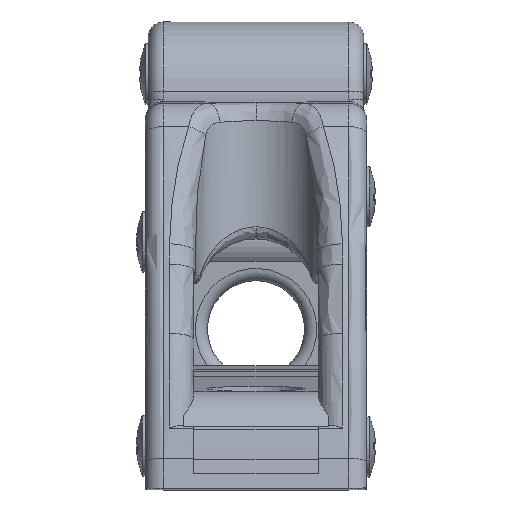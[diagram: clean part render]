
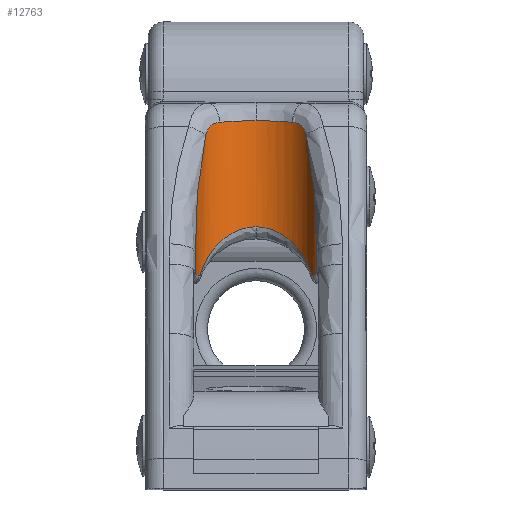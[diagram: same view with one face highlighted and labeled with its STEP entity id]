
A CAD part, top view. The second image highlights one B-rep face of the part: STEP entity #12763.
In plain terms, the highlighted cylindrical face has radius 10 mm (diameter 20 mm), a partial arc.
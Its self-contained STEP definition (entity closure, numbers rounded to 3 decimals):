
#680=B_SPLINE_CURVE_WITH_KNOTS('',3,(#26625,#26626,#26627,#26628),
 .UNSPECIFIED.,.F.,.F.,(4,4),(3.021,3.86),
 .UNSPECIFIED.);
#697=B_SPLINE_CURVE_WITH_KNOTS('',3,(#26940,#26941,#26942,#26943,#26944,
#26945,#26946),.UNSPECIFIED.,.F.,.F.,(4,1,1,1,4),(0.,
0.232,0.695,1.159,1.622),
 .UNSPECIFIED.);
#699=B_SPLINE_CURVE_WITH_KNOTS('',3,(#26990,#26991,#26992,#26993,#26994),
 .UNSPECIFIED.,.F.,.F.,(4,1,4),(1.622,1.671,1.719),
 .UNSPECIFIED.);
#701=B_SPLINE_CURVE_WITH_KNOTS('',3,(#27032,#27033,#27034,#27035,#27036),
 .UNSPECIFIED.,.F.,.F.,(4,1,4),(1.719,2.106,2.115),
 .UNSPECIFIED.);
#708=B_SPLINE_CURVE_WITH_KNOTS('',3,(#27218,#27219,#27220,#27221,#27222),
 .UNSPECIFIED.,.F.,.F.,(4,1,4),(0.397,1.6,2.502),
 .UNSPECIFIED.);
#710=B_SPLINE_CURVE_WITH_KNOTS('',3,(#27258,#27259,#27260,#27261,#27262),
 .UNSPECIFIED.,.F.,.F.,(4,1,4),(2.502,2.724,3.021),
 .UNSPECIFIED.);
#723=B_SPLINE_CURVE_WITH_KNOTS('',3,(#27463,#27464,#27465,#27466),
 .UNSPECIFIED.,.F.,.F.,(4,4),(3.021,3.86),
 .UNSPECIFIED.);
#737=B_SPLINE_CURVE_WITH_KNOTS('',3,(#28237,#28238,#28239,#28240,#28241,
#28242,#28243),.UNSPECIFIED.,.F.,.F.,(4,1,1,1,4),(0.,
0.232,0.695,1.159,1.622),
 .UNSPECIFIED.);
#739=B_SPLINE_CURVE_WITH_KNOTS('',3,(#28290,#28291,#28292,#28293,#28294),
 .UNSPECIFIED.,.F.,.F.,(4,1,4),(1.622,1.671,1.719),
 .UNSPECIFIED.);
#741=B_SPLINE_CURVE_WITH_KNOTS('',3,(#28333,#28334,#28335,#28336,#28337),
 .UNSPECIFIED.,.F.,.F.,(4,1,4),(1.719,2.106,2.115),
 .UNSPECIFIED.);
#748=B_SPLINE_CURVE_WITH_KNOTS('',3,(#28484,#28485,#28486,#28487,#28488),
 .UNSPECIFIED.,.F.,.F.,(4,1,4),(2.502,2.724,3.021),
 .UNSPECIFIED.);
#749=B_SPLINE_CURVE_WITH_KNOTS('',3,(#28489,#28490,#28491,#28492,#28493),
 .UNSPECIFIED.,.F.,.F.,(4,1,4),(0.397,1.6,2.502),
 .UNSPECIFIED.);
#1025=CYLINDRICAL_SURFACE('',#14268,10.);
#1729=FACE_OUTER_BOUND('',#2472,.T.);
#2472=EDGE_LOOP('',(#11811,#11812,#11813,#11814,#11815,#11816,#11817,#11818,
#11819,#11820,#11821,#11822,#11823,#11824));
#3826=LINE('',#27174,#4494);
#3990=LINE('',#28481,#4658);
#4494=VECTOR('',#17149,10.);
#4658=VECTOR('',#17903,10.);
#5719=VERTEX_POINT('',#26613);
#5720=VERTEX_POINT('',#26624);
#5739=VERTEX_POINT('',#26914);
#5740=VERTEX_POINT('',#26929);
#5741=VERTEX_POINT('',#26982);
#5742=VERTEX_POINT('',#27025);
#5744=VERTEX_POINT('',#27161);
#5745=VERTEX_POINT('',#27210);
#5777=VERTEX_POINT('',#27456);
#5925=VERTEX_POINT('',#28236);
#5926=VERTEX_POINT('',#28289);
#5927=VERTEX_POINT('',#28332);
#5929=VERTEX_POINT('',#28468);
#5930=VERTEX_POINT('',#28483);
#7488=EDGE_CURVE('',#5720,#5719,#680,.T.);
#7539=EDGE_CURVE('',#5739,#5740,#697,.T.);
#7541=EDGE_CURVE('',#5740,#5741,#699,.T.);
#7543=EDGE_CURVE('',#5741,#5742,#701,.T.);
#7549=EDGE_CURVE('',#5742,#5744,#3826,.T.);
#7551=EDGE_CURVE('',#5744,#5745,#708,.T.);
#7553=EDGE_CURVE('',#5745,#5720,#710,.T.);
#7599=EDGE_CURVE('',#5777,#5719,#723,.T.);
#7886=EDGE_CURVE('',#5739,#5925,#737,.T.);
#7888=EDGE_CURVE('',#5925,#5926,#739,.T.);
#7890=EDGE_CURVE('',#5926,#5927,#741,.T.);
#7897=EDGE_CURVE('',#5927,#5929,#3990,.T.);
#7898=EDGE_CURVE('',#5930,#5777,#748,.T.);
#7899=EDGE_CURVE('',#5929,#5930,#749,.T.);
#11811=ORIENTED_EDGE('',*,*,#7599,.F.);
#11812=ORIENTED_EDGE('',*,*,#7898,.F.);
#11813=ORIENTED_EDGE('',*,*,#7899,.F.);
#11814=ORIENTED_EDGE('',*,*,#7897,.F.);
#11815=ORIENTED_EDGE('',*,*,#7890,.F.);
#11816=ORIENTED_EDGE('',*,*,#7888,.F.);
#11817=ORIENTED_EDGE('',*,*,#7886,.F.);
#11818=ORIENTED_EDGE('',*,*,#7539,.T.);
#11819=ORIENTED_EDGE('',*,*,#7541,.T.);
#11820=ORIENTED_EDGE('',*,*,#7543,.T.);
#11821=ORIENTED_EDGE('',*,*,#7549,.T.);
#11822=ORIENTED_EDGE('',*,*,#7551,.T.);
#11823=ORIENTED_EDGE('',*,*,#7553,.T.);
#11824=ORIENTED_EDGE('',*,*,#7488,.T.);
#12763=ADVANCED_FACE('',(#1729),#1025,.F.);
#14268=AXIS2_PLACEMENT_3D('',#28482,#17904,#17905);
#17149=DIRECTION('',(0.,1.,0.));
#17903=DIRECTION('',(0.,1.,0.));
#17904=DIRECTION('center_axis',(0.,1.,0.));
#17905=DIRECTION('ref_axis',(0.,0.,
-1.));
#26613=CARTESIAN_POINT('',(0.,58.16,53.6));
#26624=CARTESIAN_POINT('',(5.988,57.901,55.591));
#26625=CARTESIAN_POINT('Ctrl Pts',(5.988,57.901,55.591));
#26626=CARTESIAN_POINT('Ctrl Pts',(4.291,58.067,54.322));
#26627=CARTESIAN_POINT('Ctrl Pts',(2.153,58.16,53.6));
#26628=CARTESIAN_POINT('Ctrl Pts',(0.,58.16,
53.6));
#26914=CARTESIAN_POINT('',(0.,40.67,53.6));
#26929=CARTESIAN_POINT('',(9.14,32.889,59.543));
#26940=CARTESIAN_POINT('Ctrl Pts',(0.,40.67,
53.6));
#26941=CARTESIAN_POINT('Ctrl Pts',(0.647,40.67,53.6));
#26942=CARTESIAN_POINT('Ctrl Pts',(2.58,40.391,53.79));
#26943=CARTESIAN_POINT('Ctrl Pts',(5.414,38.9,54.961));
#26944=CARTESIAN_POINT('Ctrl Pts',(7.808,36.203,57.117));
#26945=CARTESIAN_POINT('Ctrl Pts',(8.786,34.047,58.745));
#26946=CARTESIAN_POINT('Ctrl Pts',(9.14,32.889,59.543));
#26982=CARTESIAN_POINT('',(9.422,32.609,60.249));
#26990=CARTESIAN_POINT('Ctrl Pts',(9.14,32.889,59.543));
#26991=CARTESIAN_POINT('Ctrl Pts',(9.177,32.768,59.627));
#26992=CARTESIAN_POINT('Ctrl Pts',(9.274,32.59,59.851));
#26993=CARTESIAN_POINT('Ctrl Pts',(9.376,32.576,60.12));
#26994=CARTESIAN_POINT('Ctrl Pts',(9.422,32.609,60.249));
#27025=CARTESIAN_POINT('',(10.,33.237,63.6));
#27032=CARTESIAN_POINT('Ctrl Pts',(9.422,32.609,60.249));
#27033=CARTESIAN_POINT('Ctrl Pts',(9.786,32.876,61.273));
#27034=CARTESIAN_POINT('Ctrl Pts',(9.995,33.093,62.402));
#27035=CARTESIAN_POINT('Ctrl Pts',(10.,33.234,63.574));
#27036=CARTESIAN_POINT('Ctrl Pts',(10.,33.237,63.6));
#27161=CARTESIAN_POINT('',(10.,36.347,63.6));
#27174=CARTESIAN_POINT('',(10.,0.,63.6));
#27210=CARTESIAN_POINT('',(8.297,55.687,58.019));
#27218=CARTESIAN_POINT('Ctrl Pts',(10.,36.347,63.6));
#27219=CARTESIAN_POINT('Ctrl Pts',(10.,40.127,62.664));
#27220=CARTESIAN_POINT('Ctrl Pts',(9.792,46.721,60.966));
#27221=CARTESIAN_POINT('Ctrl Pts',(8.917,53.071,58.94));
#27222=CARTESIAN_POINT('Ctrl Pts',(8.297,55.687,58.019));
#27258=CARTESIAN_POINT('Ctrl Pts',(8.297,55.687,58.019));
#27259=CARTESIAN_POINT('Ctrl Pts',(8.145,56.333,57.791));
#27260=CARTESIAN_POINT('Ctrl Pts',(7.549,57.51,56.96));
#27261=CARTESIAN_POINT('Ctrl Pts',(6.589,57.842,56.04));
#27262=CARTESIAN_POINT('Ctrl Pts',(5.988,57.901,55.591));
#27456=CARTESIAN_POINT('',(-5.988,57.901,55.591));
#27463=CARTESIAN_POINT('Ctrl Pts',(-5.988,57.901,55.591));
#27464=CARTESIAN_POINT('Ctrl Pts',(-4.291,58.067,54.322));
#27465=CARTESIAN_POINT('Ctrl Pts',(-2.153,58.16,53.6));
#27466=CARTESIAN_POINT('Ctrl Pts',(0.,58.16,
53.6));
#28236=CARTESIAN_POINT('',(-9.14,32.889,59.543));
#28237=CARTESIAN_POINT('Ctrl Pts',(0.,40.67,
53.6));
#28238=CARTESIAN_POINT('Ctrl Pts',(-0.647,40.67,
53.6));
#28239=CARTESIAN_POINT('Ctrl Pts',(-2.58,40.391,53.79));
#28240=CARTESIAN_POINT('Ctrl Pts',(-5.414,38.9,54.961));
#28241=CARTESIAN_POINT('Ctrl Pts',(-7.808,36.203,57.117));
#28242=CARTESIAN_POINT('Ctrl Pts',(-8.786,34.047,58.745));
#28243=CARTESIAN_POINT('Ctrl Pts',(-9.14,32.889,59.543));
#28289=CARTESIAN_POINT('',(-9.422,32.609,60.249));
#28290=CARTESIAN_POINT('Ctrl Pts',(-9.14,32.889,59.543));
#28291=CARTESIAN_POINT('Ctrl Pts',(-9.177,32.768,59.627));
#28292=CARTESIAN_POINT('Ctrl Pts',(-9.274,32.59,59.851));
#28293=CARTESIAN_POINT('Ctrl Pts',(-9.376,32.576,60.12));
#28294=CARTESIAN_POINT('Ctrl Pts',(-9.422,32.609,60.249));
#28332=CARTESIAN_POINT('',(-10.,33.237,63.6));
#28333=CARTESIAN_POINT('Ctrl Pts',(-9.422,32.609,60.249));
#28334=CARTESIAN_POINT('Ctrl Pts',(-9.786,32.876,61.273));
#28335=CARTESIAN_POINT('Ctrl Pts',(-9.995,33.093,62.402));
#28336=CARTESIAN_POINT('Ctrl Pts',(-10.,33.234,63.574));
#28337=CARTESIAN_POINT('Ctrl Pts',(-10.,33.237,63.6));
#28468=CARTESIAN_POINT('',(-10.,36.347,63.6));
#28481=CARTESIAN_POINT('',(-10.,0.,63.6));
#28482=CARTESIAN_POINT('Origin',(0.,0.,
63.6));
#28483=CARTESIAN_POINT('',(-8.297,55.687,58.019));
#28484=CARTESIAN_POINT('Ctrl Pts',(-8.297,55.687,58.019));
#28485=CARTESIAN_POINT('Ctrl Pts',(-8.145,56.333,57.791));
#28486=CARTESIAN_POINT('Ctrl Pts',(-7.549,57.51,56.96));
#28487=CARTESIAN_POINT('Ctrl Pts',(-6.589,57.842,56.04));
#28488=CARTESIAN_POINT('Ctrl Pts',(-5.988,57.901,55.591));
#28489=CARTESIAN_POINT('Ctrl Pts',(-10.,36.347,63.6));
#28490=CARTESIAN_POINT('Ctrl Pts',(-10.,40.127,62.664));
#28491=CARTESIAN_POINT('Ctrl Pts',(-9.792,46.721,60.966));
#28492=CARTESIAN_POINT('Ctrl Pts',(-8.917,53.071,58.94));
#28493=CARTESIAN_POINT('Ctrl Pts',(-8.297,55.687,58.019));
